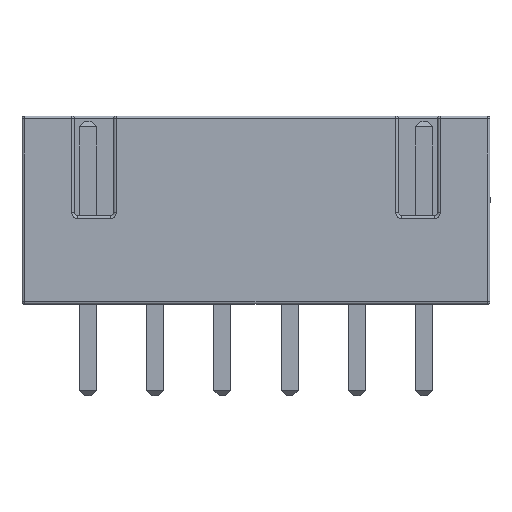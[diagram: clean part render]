
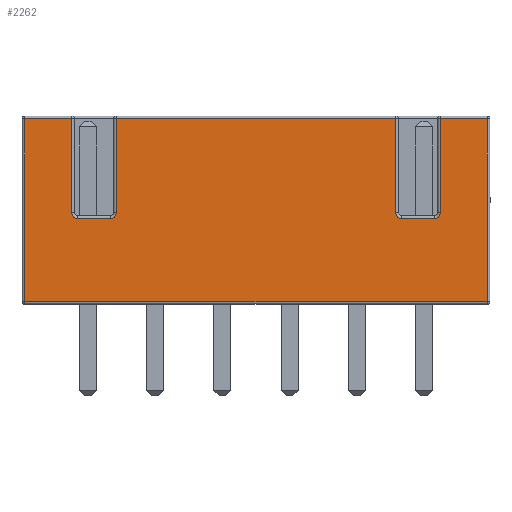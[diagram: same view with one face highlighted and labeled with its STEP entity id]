
A CAD part, front view. The second image highlights one B-rep face of the part: STEP entity #2262.
In plain terms, the highlighted planar face has unit normal (0, -1, 0).
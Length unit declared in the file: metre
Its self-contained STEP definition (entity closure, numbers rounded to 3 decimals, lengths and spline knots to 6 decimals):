
#902 = EDGE_CURVE( '', #2535, #2536, #2537, .T. );
#908 = EDGE_CURVE( '', #2546, #2547, #2548, .T. );
#960 = EDGE_CURVE( '', #2536, #2532, #2636, .T. );
#994 = EDGE_CURVE( '', #2693, #2501, #2694, .T. );
#1106 = EDGE_CURVE( '', #2865, #2665, #2866, .T. );
#1148 = EDGE_CURVE( '', #2930, #2535, #2931, .T. );
#1334 = EDGE_CURVE( '', #3204, #2546, #3205, .T. );
#1338 = EDGE_CURVE( '', #3209, #2865, #3210, .T. );
#1376 = EDGE_CURVE( '', #2658, #2930, #3261, .T. );
#1398 = EDGE_CURVE( '', #3290, #3204, #3291, .T. );
#1478 = EDGE_CURVE( '', #3404, #3209, #3405, .T. );
#1486 = EDGE_CURVE( '', #2532, #3404, #3415, .T. );
#1562 = EDGE_CURVE( '', #2501, #3290, #3518, .T. );
#1826 = EDGE_CURVE( '', #2665, #2693, #3841, .T. );
#2016 = EDGE_CURVE( '', #4064, #2658, #4072, .T. );
#2148 = EDGE_CURVE( '', #2547, #4064, #4226, .T. );
#2262 = ADVANCED_FACE( '', ( #4358 ), #4359, .F. );
#2501 = VERTEX_POINT( '', #4650 );
#2532 = VERTEX_POINT( '', #4692 );
#2535 = VERTEX_POINT( '', #4696 );
#2536 = VERTEX_POINT( '', #4697 );
#2537 = LINE( '', #4698, #4699 );
#2546 = VERTEX_POINT( '', #4711 );
#2547 = VERTEX_POINT( '', #4712 );
#2548 = CIRCLE( '', #4713, 0.0002 );
#2636 = CIRCLE( '', #4832, 0.0002 );
#2658 = VERTEX_POINT( '', #4870 );
#2665 = VERTEX_POINT( '', #4880 );
#2693 = VERTEX_POINT( '', #4923 );
#2694 = LINE( '', #4924, #4925 );
#2865 = VERTEX_POINT( '', #5146 );
#2866 = LINE( '', #5147, #5148 );
#2930 = VERTEX_POINT( '', #5234 );
#2931 = LINE( '', #5235, #5236 );
#3204 = VERTEX_POINT( '', #5619 );
#3205 = LINE( '', #5620, #5621 );
#3209 = VERTEX_POINT( '', #5628 );
#3210 = LINE( '', #5629, #5630 );
#3261 = LINE( '', #5699, #5700 );
#3290 = VERTEX_POINT( '', #5747 );
#3291 = LINE( '', #5748, #5749 );
#3404 = VERTEX_POINT( '', #5906 );
#3405 = CIRCLE( '', #5907, 0.0002 );
#3415 = LINE( '', #5923, #5924 );
#3518 = LINE( '', #6082, #6083 );
#3841 = LINE( '', #6563, #6564 );
#4064 = VERTEX_POINT( '', #6888 );
#4072 = CIRCLE( '', #6899, 0.0002 );
#4226 = LINE( '', #7132, #7133 );
#4358 = FACE_OUTER_BOUND( '', #7340, .T. );
#4359 = PLANE( '', #7341 );
#4650 = CARTESIAN_POINT( '', ( -0.0086, -0.002875, 0.0001 ) );
#4692 = CARTESIAN_POINT( '', ( 0.0054, -0.002875, 0.0032 ) );
#4696 = CARTESIAN_POINT( '', ( 0.0052, -0.002875, 0.0069 ) );
#4697 = CARTESIAN_POINT( '', ( 0.0052, -0.002875, 0.0034 ) );
#4698 = CARTESIAN_POINT( '', ( 0.0052, -0.002875, 0.0035 ) );
#4699 = VECTOR( '', #7573, 1. );
#4711 = CARTESIAN_POINT( '', ( -0.00685, -0.002875, 0.0034 ) );
#4712 = CARTESIAN_POINT( '', ( -0.00665, -0.002875, 0.0032 ) );
#4713 = AXIS2_PLACEMENT_3D( '', #7580, #7581, #7582 );
#4832 = AXIS2_PLACEMENT_3D( '', #7668, #7669, #7670 );
#4870 = CARTESIAN_POINT( '', ( -0.0052, -0.002875, 0.0034 ) );
#4880 = CARTESIAN_POINT( '', ( 0.0086, -0.002875, 0.0069 ) );
#4923 = CARTESIAN_POINT( '', ( 0.0086, -0.002875, 0.0001 ) );
#4924 = CARTESIAN_POINT( '', ( 0.0087, -0.002875, 0.0001 ) );
#4925 = VECTOR( '', #7690, 1. );
#5146 = CARTESIAN_POINT( '', ( 0.00685, -0.002875, 0.0069 ) );
#5147 = CARTESIAN_POINT( '', ( 0.0087, -0.002875, 0.0069 ) );
#5148 = VECTOR( '', #7958, 1. );
#5234 = CARTESIAN_POINT( '', ( -0.0052, -0.002875, 0.0069 ) );
#5235 = CARTESIAN_POINT( '', ( 0.0087, -0.002875, 0.0069 ) );
#5236 = VECTOR( '', #8043, 1. );
#5619 = CARTESIAN_POINT( '', ( -0.00685, -0.002875, 0.0069 ) );
#5620 = CARTESIAN_POINT( '', ( -0.00685, -0.002875, 0.0035 ) );
#5621 = VECTOR( '', #8379, 1. );
#5628 = CARTESIAN_POINT( '', ( 0.00685, -0.002875, 0.0034 ) );
#5629 = CARTESIAN_POINT( '', ( 0.00685, -0.002875, 0.0035 ) );
#5630 = VECTOR( '', #8381, 1. );
#5699 = CARTESIAN_POINT( '', ( -0.0052, -0.002875, 0.0035 ) );
#5700 = VECTOR( '', #8464, 1. );
#5747 = CARTESIAN_POINT( '', ( -0.0086, -0.002875, 0.0069 ) );
#5748 = CARTESIAN_POINT( '', ( 0.0087, -0.002875, 0.0069 ) );
#5749 = VECTOR( '', #8504, 1. );
#5906 = CARTESIAN_POINT( '', ( 0.00665, -0.002875, 0.0032 ) );
#5907 = AXIS2_PLACEMENT_3D( '', #8660, #8661, #8662 );
#5923 = CARTESIAN_POINT( '', ( 0.007725, -0.002875, 0.0032 ) );
#5924 = VECTOR( '', #8668, 1. );
#6082 = CARTESIAN_POINT( '', ( -0.0086, -0.002875, 0.0035 ) );
#6083 = VECTOR( '', #8831, 1. );
#6563 = CARTESIAN_POINT( '', ( 0.0086, -0.002875, 0.0035 ) );
#6564 = VECTOR( '', #9295, 1. );
#6888 = CARTESIAN_POINT( '', ( -0.0054, -0.002875, 0.0032 ) );
#6899 = AXIS2_PLACEMENT_3D( '', #9661, #9662, #9663 );
#7132 = CARTESIAN_POINT( '', ( 0.000975, -0.002875, 0.0032 ) );
#7133 = VECTOR( '', #9888, 1. );
#7340 = EDGE_LOOP( '', ( #10075, #10076, #10077, #10078, #10079, #10080, #10081, #10082, #10083, #10084, #10085, #10086, #10087, #10088, #10089, #10090 ) );
#7341 = AXIS2_PLACEMENT_3D( '', #10091, #10092, #10093 );
#7573 = DIRECTION( '', ( 0., 0., -1. ) );
#7580 = CARTESIAN_POINT( '', ( -0.00665, -0.002875, 0.0034 ) );
#7581 = DIRECTION( '', ( 0., -1., 0. ) );
#7582 = DIRECTION( '', ( -0.707, 0., -0.707 ) );
#7668 = CARTESIAN_POINT( '', ( 0.0054, -0.002875, 0.0034 ) );
#7669 = DIRECTION( '', ( 0., -1., 0. ) );
#7670 = DIRECTION( '', ( -0.707, 0., -0.707 ) );
#7690 = DIRECTION( '', ( -1., 0., 0. ) );
#7958 = DIRECTION( '', ( 1., 0., 0. ) );
#8043 = DIRECTION( '', ( 1., 0., 0. ) );
#8379 = DIRECTION( '', ( 0., 0., -1. ) );
#8381 = DIRECTION( '', ( 0., 0., 1. ) );
#8464 = DIRECTION( '', ( 0., 0., 1. ) );
#8504 = DIRECTION( '', ( 1., 0., 0. ) );
#8660 = CARTESIAN_POINT( '', ( 0.00665, -0.002875, 0.0034 ) );
#8661 = DIRECTION( '', ( 0., -1., 0. ) );
#8662 = DIRECTION( '', ( 0.707, 0., -0.707 ) );
#8668 = DIRECTION( '', ( 1., 0., 0. ) );
#8831 = DIRECTION( '', ( 0., 0., 1. ) );
#9295 = DIRECTION( '', ( 0., 0., -1. ) );
#9661 = CARTESIAN_POINT( '', ( -0.0054, -0.002875, 0.0034 ) );
#9662 = DIRECTION( '', ( 0., -1., 0. ) );
#9663 = DIRECTION( '', ( 0.707, 0., -0.707 ) );
#9888 = DIRECTION( '', ( 1., 0., 0. ) );
#10075 = ORIENTED_EDGE( '', *, *, #994, .F. );
#10076 = ORIENTED_EDGE( '', *, *, #1826, .F. );
#10077 = ORIENTED_EDGE( '', *, *, #1106, .F. );
#10078 = ORIENTED_EDGE( '', *, *, #1338, .F. );
#10079 = ORIENTED_EDGE( '', *, *, #1478, .F. );
#10080 = ORIENTED_EDGE( '', *, *, #1486, .F. );
#10081 = ORIENTED_EDGE( '', *, *, #960, .F. );
#10082 = ORIENTED_EDGE( '', *, *, #902, .F. );
#10083 = ORIENTED_EDGE( '', *, *, #1148, .F. );
#10084 = ORIENTED_EDGE( '', *, *, #1376, .F. );
#10085 = ORIENTED_EDGE( '', *, *, #2016, .F. );
#10086 = ORIENTED_EDGE( '', *, *, #2148, .F. );
#10087 = ORIENTED_EDGE( '', *, *, #908, .F. );
#10088 = ORIENTED_EDGE( '', *, *, #1334, .F. );
#10089 = ORIENTED_EDGE( '', *, *, #1398, .F. );
#10090 = ORIENTED_EDGE( '', *, *, #1562, .F. );
#10091 = CARTESIAN_POINT( '', ( 0.0087, -0.002875, 0. ) );
#10092 = DIRECTION( '', ( 0., 1., 0. ) );
#10093 = DIRECTION( '', ( 1., 0., 0. ) );
